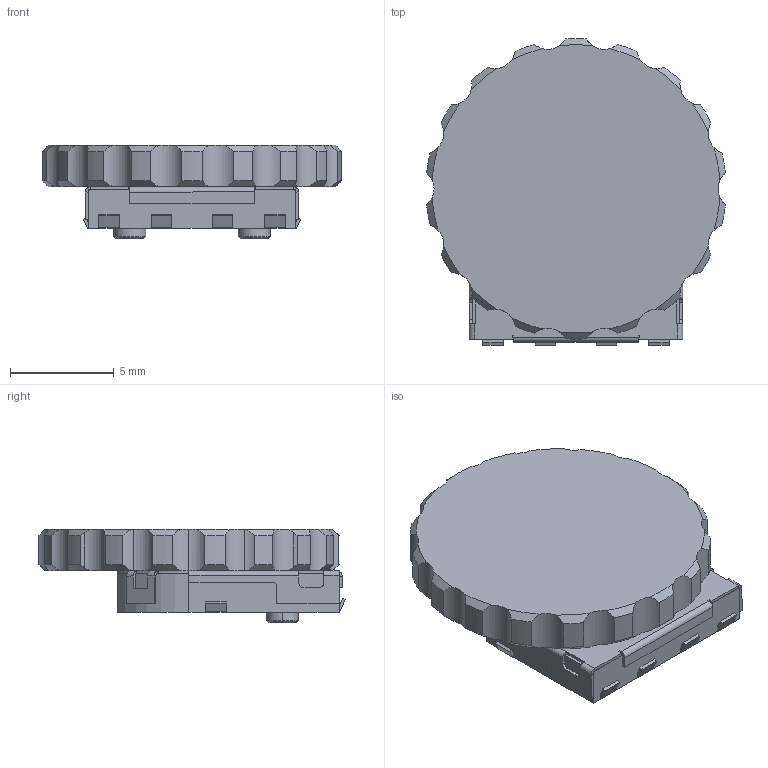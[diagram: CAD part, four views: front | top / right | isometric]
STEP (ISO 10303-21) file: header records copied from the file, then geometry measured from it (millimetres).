
FILE_DESCRIPTION (( 'STEP AP214' ), '1' );
FILE_NAME ('SW-SMD_SIQ-02FVS3.STEP', '2024-09-12T13:15:22', ( '' ), ( '' ), 'SwSTEP 2.0', 'SolidWorks 2020', '' );
FILE_SCHEMA (( 'AUTOMOTIVE_DESIGN' ));
Length unit declared in the file: millimetre
Products named in the file (1): SW-SMD_SIQ-02FVS3
Bounding box: 14.42 x 14.8 x 4.5 mm (x, y, z)
Volume: 510.2 mm3; surface area: 921.7 mm2
Topology: 3 solids, 3 shells, 485 faces, 1348 edges, 884 vertices
Faces by surface type: plane 262, bspline 98, cylinder 85, cone 40
Entity records: 21495 total; most frequent: CARTESIAN_POINT 4320, ORIENTED_EDGE 2696, DIRECTION 2054, EDGE_CURVE 1348, VERTEX_POINT 884, LINE 866, VECTOR 866, AXIS2_PLACEMENT_3D 594
